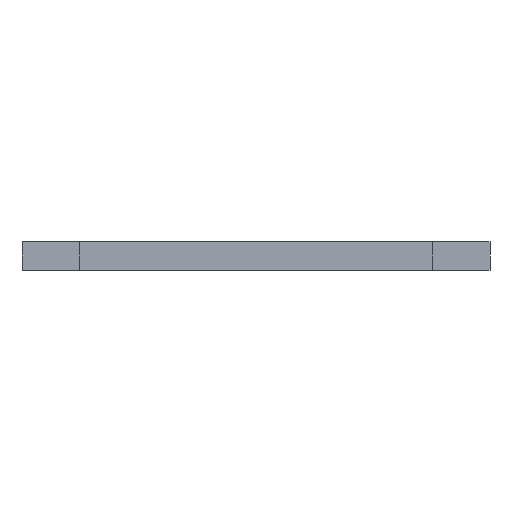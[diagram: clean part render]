
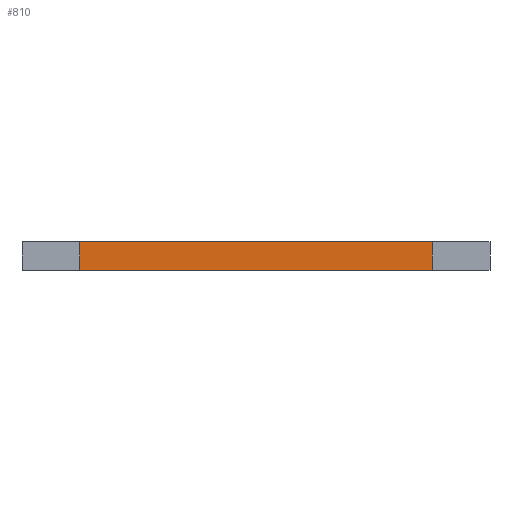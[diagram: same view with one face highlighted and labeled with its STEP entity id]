
A CAD part, left-side view. The second image highlights one B-rep face of the part: STEP entity #810.
In plain terms, the highlighted planar face has unit normal (-1, 0, 0).
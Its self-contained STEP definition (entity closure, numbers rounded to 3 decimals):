
#66=FACE_OUTER_BOUND('',#114,.T.);
#114=EDGE_LOOP('',(#707,#708,#709,#710));
#132=LINE('',#1111,#236);
#206=LINE('',#1267,#310);
#216=LINE('',#1295,#320);
#218=LINE('',#1298,#322);
#236=VECTOR('',#900,10.);
#310=VECTOR('',#1026,10.);
#320=VECTOR('',#1054,10.);
#322=VECTOR('',#1058,10.);
#340=VERTEX_POINT('',#1108);
#341=VERTEX_POINT('',#1110);
#396=VERTEX_POINT('',#1264);
#397=VERTEX_POINT('',#1266);
#416=EDGE_CURVE('',#340,#341,#132,.T.);
#494=EDGE_CURVE('',#396,#397,#206,.T.);
#508=EDGE_CURVE('',#341,#396,#216,.T.);
#510=EDGE_CURVE('',#397,#340,#218,.T.);
#707=ORIENTED_EDGE('',*,*,#510,.F.);
#708=ORIENTED_EDGE('',*,*,#494,.F.);
#709=ORIENTED_EDGE('',*,*,#508,.F.);
#710=ORIENTED_EDGE('',*,*,#416,.F.);
#770=PLANE('',#878);
#810=ADVANCED_FACE('',(#66),#770,.T.);
#878=AXIS2_PLACEMENT_3D('',#1304,#1066,#1067);
#900=DIRECTION('',(0.,1.,0.));
#1026=DIRECTION('',(0.,-1.,0.));
#1054=DIRECTION('',(0.,0.,1.));
#1058=DIRECTION('',(0.,0.,-1.));
#1066=DIRECTION('center_axis',(-1.,0.,0.));
#1067=DIRECTION('ref_axis',(0.,-1.,0.));
#1108=CARTESIAN_POINT('',(-18.25,-18.25,-1.5));
#1110=CARTESIAN_POINT('',(-18.25,18.25,-1.5));
#1111=CARTESIAN_POINT('',(-18.25,-18.25,-1.5));
#1264=CARTESIAN_POINT('',(-18.25,18.25,1.5));
#1266=CARTESIAN_POINT('',(-18.25,-18.25,1.5));
#1267=CARTESIAN_POINT('',(-18.25,-18.25,1.5));
#1295=CARTESIAN_POINT('',(-18.25,18.25,0.));
#1298=CARTESIAN_POINT('',(-18.25,-18.25,0.));
#1304=CARTESIAN_POINT('Origin',(-18.25,18.25,0.));
